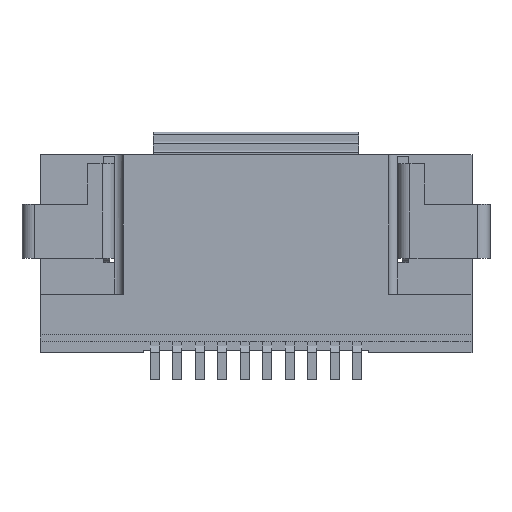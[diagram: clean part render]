
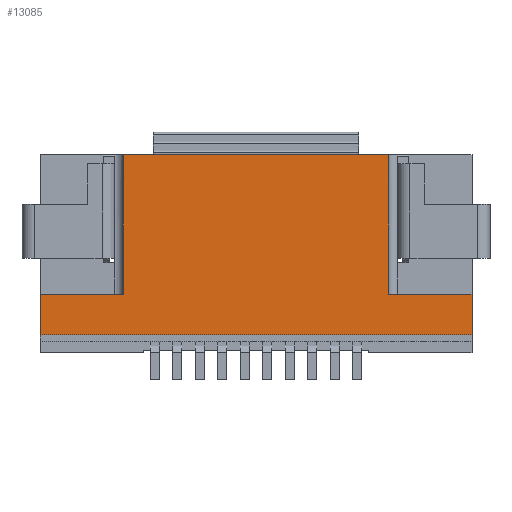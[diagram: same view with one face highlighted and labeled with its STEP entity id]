
A CAD part, front view. The second image highlights one B-rep face of the part: STEP entity #13085.
In plain terms, the highlighted planar face has unit normal (0, -1, 0).
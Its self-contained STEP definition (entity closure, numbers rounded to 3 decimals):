
#265=DIRECTION('',(1.,0.,0.));
#266=VECTOR('',#265,5.9);
#267=CARTESIAN_POINT('',(-2.95,0.,0.));
#268=LINE('',#267,#266);
#1662=DIRECTION('',(0.,0.,-1.));
#1663=VECTOR('',#1662,0.9);
#1664=CARTESIAN_POINT('',(4.8,0.,-3.1));
#1665=LINE('',#1664,#1663);
#2589=DIRECTION('',(1.,0.,0.));
#2590=VECTOR('',#2589,9.6);
#2591=CARTESIAN_POINT('',(-4.8,0.,-4.));
#2592=LINE('',#2591,#2590);
#2593=DIRECTION('',(0.,0.,-1.));
#2594=VECTOR('',#2593,0.9);
#2595=CARTESIAN_POINT('',(-4.8,0.,-3.1));
#2596=LINE('',#2595,#2594);
#2597=DIRECTION('',(1.,0.,0.));
#2598=VECTOR('',#2597,1.85);
#2599=CARTESIAN_POINT('',(-4.8,0.,-3.1));
#2600=LINE('',#2599,#2598);
#2601=DIRECTION('',(0.,0.,-1.));
#2602=VECTOR('',#2601,3.1);
#2603=CARTESIAN_POINT('',(-2.95,0.,0.));
#2604=LINE('',#2603,#2602);
#2605=DIRECTION('',(0.,0.,-1.));
#2606=VECTOR('',#2605,3.1);
#2607=CARTESIAN_POINT('',(2.95,0.,0.));
#2608=LINE('',#2607,#2606);
#2609=DIRECTION('',(1.,0.,0.));
#2610=VECTOR('',#2609,1.85);
#2611=CARTESIAN_POINT('',(2.95,0.,-3.1));
#2612=LINE('',#2611,#2610);
#7628=CARTESIAN_POINT('',(-4.8,0.,-3.1));
#7629=CARTESIAN_POINT('',(-2.95,0.,-3.1));
#7630=VERTEX_POINT('',#7628);
#7631=VERTEX_POINT('',#7629);
#7632=CARTESIAN_POINT('',(2.95,0.,-3.1));
#7633=CARTESIAN_POINT('',(4.8,0.,-3.1));
#7634=VERTEX_POINT('',#7632);
#7635=VERTEX_POINT('',#7633);
#7636=CARTESIAN_POINT('',(-2.95,0.,0.));
#7637=VERTEX_POINT('',#7636);
#7638=CARTESIAN_POINT('',(2.95,0.,0.));
#7639=VERTEX_POINT('',#7638);
#7744=CARTESIAN_POINT('',(-4.8,0.,-4.));
#7745=CARTESIAN_POINT('',(4.8,0.,-4.));
#7746=VERTEX_POINT('',#7744);
#7747=VERTEX_POINT('',#7745);
#13065=CARTESIAN_POINT('',(-4.8,0.,0.));
#13066=DIRECTION('',(0.,-1.,0.));
#13067=DIRECTION('',(1.,0.,0.));
#13068=AXIS2_PLACEMENT_3D('',#13065,#13066,#13067);
#13069=PLANE('',#13068);
#13071=ORIENTED_EDGE('',*,*,#13070,.F.);
#13073=ORIENTED_EDGE('',*,*,#13072,.F.);
#13075=ORIENTED_EDGE('',*,*,#13074,.T.);
#13076=ORIENTED_EDGE('',*,*,#13058,.F.);
#13077=ORIENTED_EDGE('',*,*,#10169,.T.);
#13079=ORIENTED_EDGE('',*,*,#13078,.T.);
#13081=ORIENTED_EDGE('',*,*,#13080,.T.);
#13082=ORIENTED_EDGE('',*,*,#11879,.T.);
#13083=EDGE_LOOP('',(#13071,#13073,#13075,#13076,#13077,#13079,#13081,#13082));
#13084=FACE_OUTER_BOUND('',#13083,.F.);
#13085=ADVANCED_FACE('',(#13084),#13069,.T.);
#10169=EDGE_CURVE('',#7637,#7639,#268,.T.);
#11879=EDGE_CURVE('',#7635,#7747,#1665,.T.);
#13058=EDGE_CURVE('',#7637,#7631,#2604,.T.);
#13070=EDGE_CURVE('',#7746,#7747,#2592,.T.);
#13072=EDGE_CURVE('',#7630,#7746,#2596,.T.);
#13074=EDGE_CURVE('',#7630,#7631,#2600,.T.);
#13078=EDGE_CURVE('',#7639,#7634,#2608,.T.);
#13080=EDGE_CURVE('',#7634,#7635,#2612,.T.);
